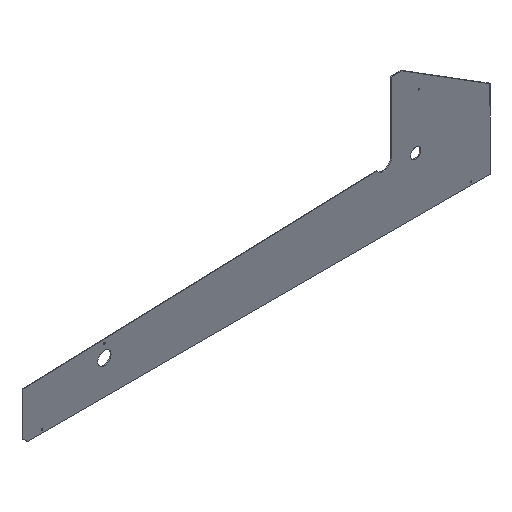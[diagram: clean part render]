
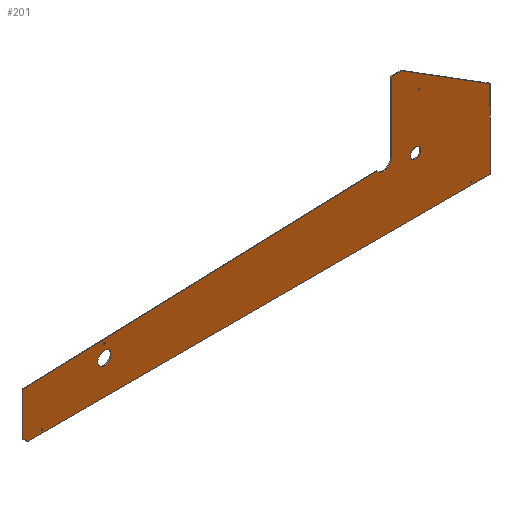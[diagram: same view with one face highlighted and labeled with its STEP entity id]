
A CAD part, isometric view. The second image highlights one B-rep face of the part: STEP entity #201.
In plain terms, the highlighted planar face has unit normal (0, -1, 0).
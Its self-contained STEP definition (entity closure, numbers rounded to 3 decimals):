
#1=CARTESIAN_POINT('POINT1',(0.,0.,246.));
#2=VERTEX_POINT('VERTEX1',#1);
#3=CARTESIAN_POINT('POINT2',(0.,0.,0.));
#4=VERTEX_POINT('VERTEX2',#3);
#5=CARTESIAN_POINT('POS1',(0.,0.,246.));
#6=DIRECTION('DIR1',(0.,0.,-1.));
#7=VECTOR('VEC1',#6,1.);
#8=LINE('STRAIGHT1',#5,#7);
#9=EDGE_CURVE('EDGE1',#2,#4,#8,.T.);
#10=ORIENTED_EDGE('COEDGE1',*,*,#9,.F.);
#11=CARTESIAN_POINT('POINT3',(-275.,0.,418.));
#12=VERTEX_POINT('VERTEX3',#11);
#13=CARTESIAN_POINT('POS2',(-275.,0.,418.))
   ;
#14=DIRECTION('DIR2',(0.848,0.,
   -0.53));
#15=VECTOR('VEC2',#14,1.);
#16=LINE('STRAIGHT2',#13,#15);
#17=EDGE_CURVE('EDGE2',#12,#2,#16,.T.);
#18=ORIENTED_EDGE('COEDGE2',*,*,#17,.F.);
#19=CARTESIAN_POINT('POINT4',(-308.,0.,418.));
#20=VERTEX_POINT('VERTEX4',#19);
#21=CARTESIAN_POINT('POS3',(-308.,0.,418.));
#22=DIRECTION('DIR3',(1.,0.,0.));
#23=VECTOR('VEC3',#22,1.);
#24=LINE('STRAIGHT3',#21,#23);
#25=EDGE_CURVE('EDGE3',#20,#12,#24,.T.);
#26=ORIENTED_EDGE('COEDGE3',*,*,#25,.F.);
#27=CARTESIAN_POINT('POINT5',(-308.,0.,
   200.5));
#28=VERTEX_POINT('VERTEX5',#27);
#29=CARTESIAN_POINT('POS4',(-308.,0.,200.5));
#30=DIRECTION('DIR4',(0.,0.,1.));
#31=VECTOR('VEC4',#30,1.);
#32=LINE('STRAIGHT4',#29,#31);
#33=EDGE_CURVE('EDGE4',#28,#20,#32,.T.);
#34=ORIENTED_EDGE('COEDGE4',*,*,#33,.F.);
#35=CARTESIAN_POINT('POINT6',(-353.327,0.,
   185.946));
#36=VERTEX_POINT('VERTEX6',#35);
#37=CARTESIAN_POINT('POS5',(-333.,0.,200.5));
#38=DIRECTION('DIR5',(0.,-1.,0.));
#39=DIRECTION('DIR6',(-0.813,0.,
   -0.582));
#40=AXIS2_PLACEMENT_3D('AXIS1',#37,#38,#39);
#41=CIRCLE('ELLIPSE1',#40,25.);
#42=EDGE_CURVE('EDGE5',#36,#28,#41,.T.);
#43=ORIENTED_EDGE('COEDGE5',*,*,#42,.F.);
#44=CARTESIAN_POINT('POINT7',(-1460.,0.,148.));
#45=VERTEX_POINT('VERTEX7',#44);
#46=CARTESIAN_POINT('POS6',(-1460.,0.,148.));
#47=DIRECTION('DIR7',(0.999,0.,
   0.034));
#48=VECTOR('VEC5',#47,1.);
#49=LINE('STRAIGHT5',#46,#48);
#50=EDGE_CURVE('EDGE6',#45,#36,#49,.T.);
#51=ORIENTED_EDGE('COEDGE6',*,*,#50,.F.);
#52=CARTESIAN_POINT('POINT8',(-1460.,0.,14.)
   );
#53=VERTEX_POINT('VERTEX8',#52);
#54=CARTESIAN_POINT('POS7',(-1460.,0.,14.));
#55=DIRECTION('DIR8',(0.,0.,1.));
#56=VECTOR('VEC6',#55,1.);
#57=LINE('STRAIGHT6',#54,#56);
#58=EDGE_CURVE('EDGE7',#53,#45,#57,.T.);
#59=ORIENTED_EDGE('COEDGE7',*,*,#58,.F.);
#60=CARTESIAN_POINT('POINT9',(-1446.,0.,0.));
#61=VERTEX_POINT('VERTEX9',#60);
#62=CARTESIAN_POINT('POS8',(-1446.,0.,0.)
   );
#63=DIRECTION('DIR9',(-0.707,0.,
   0.707));
#64=VECTOR('VEC7',#63,1.);
#65=LINE('STRAIGHT7',#62,#64);
#66=EDGE_CURVE('EDGE8',#61,#53,#65,.T.);
#67=ORIENTED_EDGE('COEDGE8',*,*,#66,.F.);
#68=CARTESIAN_POINT('POS9',(0.,0.,0.));
#69=DIRECTION('DIR10',(-1.,0.,0.));
#70=VECTOR('VEC8',#69,1.);
#71=LINE('STRAIGHT8',#68,#70);
#72=EDGE_CURVE('EDGE9',#4,#61,#71,.T.);
#73=ORIENTED_EDGE('COEDGE9',*,*,#72,.F.);
#74=EDGE_LOOP('NONE',(#10,#18,#26,#34,#43,#51,#59,#67,#73));
#75=FACE_BOUND('LOOP1',#74,.T.);
#76=CARTESIAN_POINT('POINT10',(-248.,0.,174.));
#77=VERTEX_POINT('VERTEX10',#76);
#78=CARTESIAN_POINT('POINT11',(-216.,0.,174.));
#79=VERTEX_POINT('VERTEX11',#78);
#80=CARTESIAN_POINT('POS10',(-232.,0.,174.));
#81=DIRECTION('DIR11',(0.,1.,0.));
#82=DIRECTION('DIR12',(-1.,0.,0.));
#83=AXIS2_PLACEMENT_3D('AXIS2',#80,#81,#82);
#84=CIRCLE('ELLIPSE2',#83,16.);
#85=EDGE_CURVE('EDGE10',#77,#79,#84,.T.);
#86=ORIENTED_EDGE('COEDGE10',*,*,#85,.T.);
#87=CARTESIAN_POINT('POS11',(-232.,0.,174.));
#88=DIRECTION('DIR13',(0.,1.,0.));
#89=DIRECTION('DIR14',(1.,0.,0.));
#90=AXIS2_PLACEMENT_3D('AXIS3',#87,#88,#89);
#91=CIRCLE('ELLIPSE3',#90,16.);
#92=EDGE_CURVE('EDGE11',#79,#77,#91,.T.);
#93=ORIENTED_EDGE('COEDGE11',*,*,#92,.T.);
#94=EDGE_LOOP('NONE',(#86,#93));
#95=FACE_BOUND('LOOP1',#94,.T.);
#96=CARTESIAN_POINT('POINT12',(-1226.5,0.,106.));
#97=VERTEX_POINT('VERTEX12',#96);
#98=CARTESIAN_POINT('POINT13',(-1184.5,0.,106.));
#99=VERTEX_POINT('VERTEX13',#98);
#100=CARTESIAN_POINT('POS12',(-1205.5,0.,106.));
#101=DIRECTION('DIR15',(0.,-1.,0.));
#102=DIRECTION('DIR16',(-1.,0.,0.));
#103=AXIS2_PLACEMENT_3D('AXIS4',#100,#101,#102);
#104=CIRCLE('ELLIPSE4',#103,21.);
#105=EDGE_CURVE('EDGE12',#97,#99,#104,.T.);
#106=ORIENTED_EDGE('COEDGE12',*,*,#105,.F.);
#107=CARTESIAN_POINT('POS13',(-1205.5,0.,106.));
#108=DIRECTION('DIR17',(0.,-1.,0.));
#109=DIRECTION('DIR18',(1.,0.,0.));
#110=AXIS2_PLACEMENT_3D('AXIS5',#107,#108,#109);
#111=CIRCLE('ELLIPSE5',#110,21.);
#112=EDGE_CURVE('EDGE13',#99,#97,#111,.T.);
#113=ORIENTED_EDGE('COEDGE13',*,*,#112,.F.);
#114=EDGE_LOOP('NONE',(#106,#113));
#115=FACE_BOUND('LOOP1',#114,.T.);
#116=CARTESIAN_POINT('POINT14',(-1207.75,0.,146.));
#117=VERTEX_POINT('VERTEX14',#116);
#118=CARTESIAN_POINT('POINT15',(-1203.25,0.,146.));
#119=VERTEX_POINT('VERTEX15',#118);
#120=CARTESIAN_POINT('POS14',(-1205.5,0.,146.));
#121=DIRECTION('DIR19',(0.,-1.,0.));
#122=DIRECTION('DIR20',(-1.,0.,0.));
#123=AXIS2_PLACEMENT_3D('AXIS6',#120,#121,#122);
#124=CIRCLE('ELLIPSE6',#123,2.25);
#125=EDGE_CURVE('EDGE14',#117,#119,#124,.T.);
#126=ORIENTED_EDGE('COEDGE14',*,*,#125,.F.);
#127=CARTESIAN_POINT('POS15',(-1205.5,0.,146.));
#128=DIRECTION('DIR21',(0.,-1.,0.));
#129=DIRECTION('DIR22',(1.,0.,0.));
#130=AXIS2_PLACEMENT_3D('AXIS7',#127,#128,#129);
#131=CIRCLE('ELLIPSE7',#130,2.25);
#132=EDGE_CURVE('EDGE15',#119,#117,#131,.T.);
#133=ORIENTED_EDGE('COEDGE15',*,*,#132,.F.);
#134=EDGE_LOOP('NONE',(#126,#133));
#135=FACE_BOUND('LOOP1',#134,.T.);
#136=CARTESIAN_POINT('POINT16',(-1403.25,0.,10.));
#137=VERTEX_POINT('VERTEX16',#136);
#138=CARTESIAN_POINT('POINT17',(-1398.75,0.,10.));
#139=VERTEX_POINT('VERTEX17',#138);
#140=CARTESIAN_POINT('POS16',(-1401.,0.,10.));
#141=DIRECTION('DIR23',(0.,-1.,0.));
#142=DIRECTION('DIR24',(-1.,0.,0.));
#143=AXIS2_PLACEMENT_3D('AXIS8',#140,#141,#142);
#144=CIRCLE('ELLIPSE8',#143,2.25);
#145=EDGE_CURVE('EDGE16',#137,#139,#144,.T.);
#146=ORIENTED_EDGE('COEDGE16',*,*,#145,.F.);
#147=CARTESIAN_POINT('POS17',(-1401.,0.,10.));
#148=DIRECTION('DIR25',(0.,-1.,0.));
#149=DIRECTION('DIR26',(1.,0.,0.));
#150=AXIS2_PLACEMENT_3D('AXIS9',#147,#148,#149);
#151=CIRCLE('ELLIPSE9',#150,2.25);
#152=EDGE_CURVE('EDGE17',#139,#137,#151,.T.);
#153=ORIENTED_EDGE('COEDGE17',*,*,#152,.F.);
#154=EDGE_LOOP('NONE',(#146,#153));
#155=FACE_BOUND('LOOP1',#154,.T.);
#156=CARTESIAN_POINT('POINT18',(-61.25,0.,10.));
#157=VERTEX_POINT('VERTEX18',#156);
#158=CARTESIAN_POINT('POINT19',(-56.75,0.,10.));
#159=VERTEX_POINT('VERTEX19',#158);
#160=CARTESIAN_POINT('POS18',(-59.,0.,10.));
#161=DIRECTION('DIR27',(0.,-1.,0.));
#162=DIRECTION('DIR28',(-1.,0.,0.));
#163=AXIS2_PLACEMENT_3D('AXIS10',#160,#161,#162);
#164=CIRCLE('ELLIPSE10',#163,2.25);
#165=EDGE_CURVE('EDGE18',#157,#159,#164,.T.);
#166=ORIENTED_EDGE('COEDGE18',*,*,#165,.F.);
#167=CARTESIAN_POINT('POS19',(-59.,0.,10.));
#168=DIRECTION('DIR29',(0.,-1.,0.));
#169=DIRECTION('DIR30',(1.,0.,0.));
#170=AXIS2_PLACEMENT_3D('AXIS11',#167,#168,#169);
#171=CIRCLE('ELLIPSE11',#170,2.25);
#172=EDGE_CURVE('EDGE19',#159,#157,#171,.T.);
#173=ORIENTED_EDGE('COEDGE19',*,*,#172,.F.);
#174=EDGE_LOOP('NONE',(#166,#173));
#175=FACE_BOUND('LOOP1',#174,.T.);
#176=CARTESIAN_POINT('POINT20',(-224.75,0.,342.5));
#177=VERTEX_POINT('VERTEX20',#176);
#178=CARTESIAN_POINT('POINT21',(-220.25,0.,342.5));
#179=VERTEX_POINT('VERTEX21',#178);
#180=CARTESIAN_POINT('POS20',(-222.5,0.,342.5));
#181=DIRECTION('DIR31',(0.,-1.,0.));
#182=DIRECTION('DIR32',(-1.,0.,0.));
#183=AXIS2_PLACEMENT_3D('AXIS12',#180,#181,#182);
#184=CIRCLE('ELLIPSE12',#183,2.25);
#185=EDGE_CURVE('EDGE20',#177,#179,#184,.T.);
#186=ORIENTED_EDGE('COEDGE20',*,*,#185,.F.);
#187=CARTESIAN_POINT('POS21',(-222.5,0.,342.5));
#188=DIRECTION('DIR33',(0.,-1.,0.));
#189=DIRECTION('DIR34',(1.,0.,0.));
#190=AXIS2_PLACEMENT_3D('AXIS13',#187,#188,#189);
#191=CIRCLE('ELLIPSE13',#190,2.25);
#192=EDGE_CURVE('EDGE21',#179,#177,#191,.T.);
#193=ORIENTED_EDGE('COEDGE21',*,*,#192,.F.);
#194=EDGE_LOOP('NONE',(#186,#193));
#195=FACE_BOUND('LOOP1',#194,.T.);
#196=CARTESIAN_POINT('POS22',(0.,0.,0.));
#197=DIRECTION('DIR35',(0.,1.,0.));
#198=DIRECTION('DIR36',(1.,0.,0.));
#199=AXIS2_PLACEMENT_3D('AXIS14',#196,#197,#198);
#200=PLANE('PLANE1',#199);
#201=ADVANCED_FACE('FACE1',(#75,#95,#115,#135,#155,#175,#195),#200,.F.);
